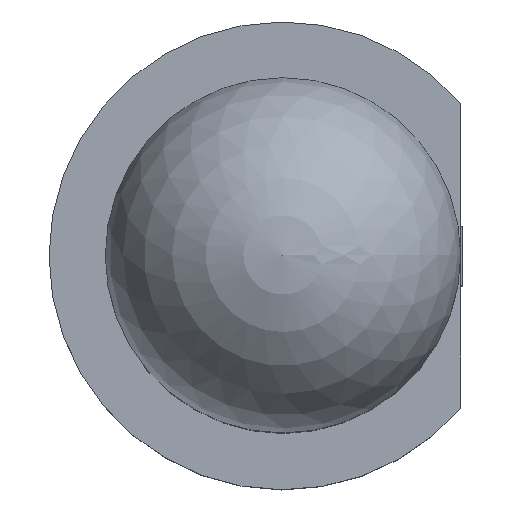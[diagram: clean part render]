
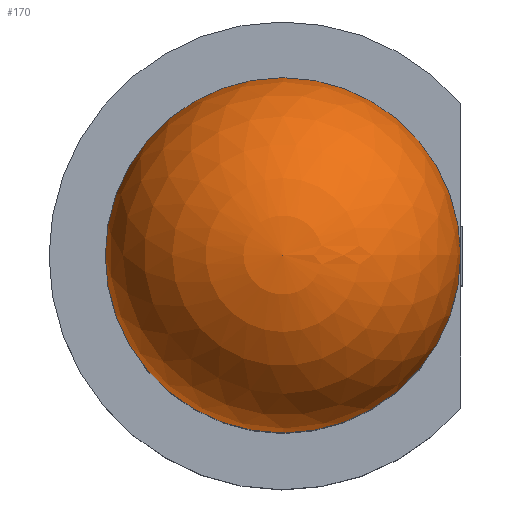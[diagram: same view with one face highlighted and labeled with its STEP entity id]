
A CAD part, top view. The second image highlights one B-rep face of the part: STEP entity #170.
In plain terms, the highlighted spherical face has radius 1.5 mm.
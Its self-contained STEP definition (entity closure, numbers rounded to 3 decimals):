
#151 = VERTEX_POINT('',#152);
#152 = CARTESIAN_POINT('',(1.5,0.,3.8));
#158 = EDGE_CURVE('',#151,#151,#159,.T.);
#159 = CIRCLE('',#160,1.5);
#160 = AXIS2_PLACEMENT_3D('',#161,#162,#163);
#161 = CARTESIAN_POINT('',(0.,0.,3.8));
#162 = DIRECTION('',(-0.,0.,1.));
#163 = DIRECTION('',(1.,0.,0.));
#170 = ADVANCED_FACE('',(#171),#184,.T.);
#171 = FACE_BOUND('',#172,.T.);
#172 = EDGE_LOOP('',(#173,#174,#183));
#173 = ORIENTED_EDGE('',*,*,#158,.T.);
#174 = ORIENTED_EDGE('',*,*,#175,.T.);
#175 = EDGE_CURVE('',#151,#176,#178,.T.);
#176 = VERTEX_POINT('',#177);
#177 = CARTESIAN_POINT('',(0.,0.,5.3));
#178 = CIRCLE('',#179,1.5);
#179 = AXIS2_PLACEMENT_3D('',#180,#181,#182);
#180 = CARTESIAN_POINT('',(0.,0.,3.8));
#181 = DIRECTION('',(0.,-1.,0.));
#182 = DIRECTION('',(1.,0.,0.));
#183 = ORIENTED_EDGE('',*,*,#175,.F.);
#184 = SPHERICAL_SURFACE('',#185,1.5);
#185 = AXIS2_PLACEMENT_3D('',#186,#187,#188);
#186 = CARTESIAN_POINT('',(0.,0.,3.8));
#187 = DIRECTION('',(0.,0.,1.));
#188 = DIRECTION('',(1.,0.,0.));
